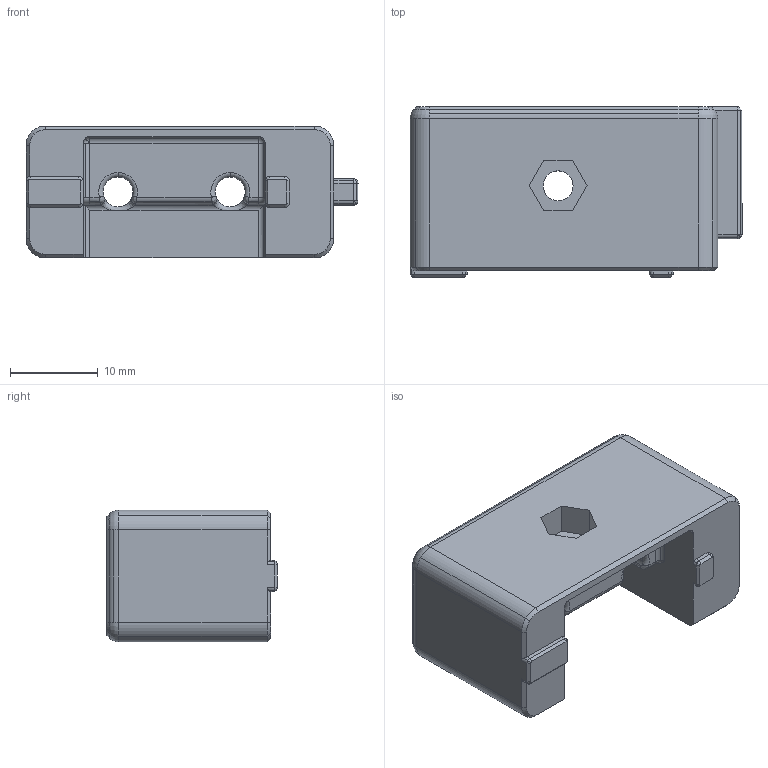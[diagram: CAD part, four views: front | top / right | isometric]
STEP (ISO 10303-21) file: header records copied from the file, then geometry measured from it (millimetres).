
FILE_DESCRIPTION (( 'STEP AP214' ), '1' );
FILE_NAME ('safer_z_idler.STEP', '2022-02-15T02:26:06', ( '' ), ( '' ), 'SwSTEP 2.0', 'SolidWorks 2021', '' );
FILE_SCHEMA (( 'AUTOMOTIVE_DESIGN' ));
Length unit declared in the file: millimetre
Products named in the file (1): safer_z_idler
Bounding box: 37.74 x 19.4 x 15 mm (x, y, z)
Volume: 6726 mm3; surface area: 3421.9 mm2
Topology: 1 solids, 1 shells, 238 faces, 601 edges, 369 vertices
Faces by surface type: cylinder 96, plane 72, cone 40, bspline 12, torus 10, sphere 8
Entity records: 7864 total; most frequent: CARTESIAN_POINT 2180, ORIENTED_EDGE 1202, DIRECTION 1176, EDGE_CURVE 601, AXIS2_PLACEMENT_3D 441, VERTEX_POINT 369, LINE 294, VECTOR 294
